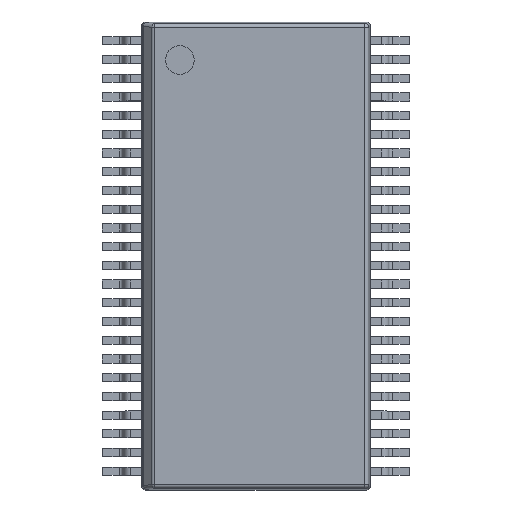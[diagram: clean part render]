
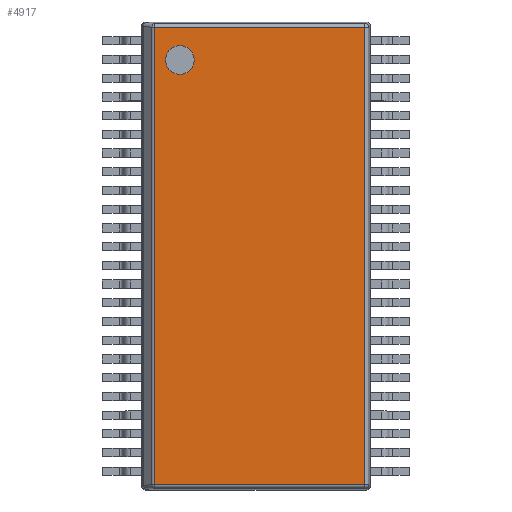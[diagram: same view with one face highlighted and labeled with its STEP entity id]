
A CAD part, top view. The second image highlights one B-rep face of the part: STEP entity #4917.
In plain terms, the highlighted planar face has unit normal (0, 0, 1).
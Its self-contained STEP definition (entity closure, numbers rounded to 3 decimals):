
#4072 = CYLINDRICAL_SURFACE('',#4073,0.1);
#4073 = AXIS2_PLACEMENT_3D('',#4074,#4075,#4076);
#4074 = CARTESIAN_POINT('',(0.3,12.357,1.1));
#4075 = DIRECTION('',(1.,0.,0.));
#4076 = DIRECTION('',(-0.,0.995,0.105));
#4273 = CYLINDRICAL_SURFACE('',#4274,0.1);
#4274 = AXIS2_PLACEMENT_3D('',#4275,#4276,#4277);
#4275 = CARTESIAN_POINT('',(0.3,0.143,1.1));
#4276 = DIRECTION('',(1.,-0.,0.));
#4277 = DIRECTION('',(-0.,-0.995,0.105));
#4374 = CYLINDRICAL_SURFACE('',#4375,0.1);
#4375 = AXIS2_PLACEMENT_3D('',#4376,#4377,#4378);
#4376 = CARTESIAN_POINT('',(0.341,0.053,1.1));
#4377 = DIRECTION('',(0.,1.,0.));
#4378 = DIRECTION('',(-0.707,0.,0.707));
#4535 = VERTEX_POINT('',#4536);
#4536 = CARTESIAN_POINT('',(0.341,12.357,1.2));
#4569 = EDGE_CURVE('',#4535,#4570,#4572,.T.);
#4570 = VERTEX_POINT('',#4571);
#4571 = CARTESIAN_POINT('',(5.957,12.357,1.2));
#4572 = SURFACE_CURVE('',#4573,(#4577,#4584),.PCURVE_S1.);
#4573 = LINE('',#4574,#4575);
#4574 = CARTESIAN_POINT('',(0.3,12.357,1.2));
#4575 = VECTOR('',#4576,1.);
#4576 = DIRECTION('',(1.,0.,0.));
#4577 = PCURVE('',#4072,#4578);
#4578 = DEFINITIONAL_REPRESENTATION('',(#4579),#4583);
#4579 = LINE('',#4580,#4581);
#4580 = CARTESIAN_POINT('',(1.466,0.));
#4581 = VECTOR('',#4582,1.);
#4582 = DIRECTION('',(0.,1.));
#4583 = ( GEOMETRIC_REPRESENTATION_CONTEXT(2) 
PARAMETRIC_REPRESENTATION_CONTEXT() REPRESENTATION_CONTEXT('2D SPACE',''
  ) );
#4584 = PCURVE('',#4585,#4590);
#4585 = PLANE('',#4586);
#4586 = AXIS2_PLACEMENT_3D('',#4587,#4588,#4589);
#4587 = CARTESIAN_POINT('',(0.,0.,1.2));
#4588 = DIRECTION('',(0.,0.,1.));
#4589 = DIRECTION('',(1.,0.,-0.));
#4590 = DEFINITIONAL_REPRESENTATION('',(#4591),#4595);
#4591 = LINE('',#4592,#4593);
#4592 = CARTESIAN_POINT('',(0.3,12.357));
#4593 = VECTOR('',#4594,1.);
#4594 = DIRECTION('',(1.,0.));
#4595 = ( GEOMETRIC_REPRESENTATION_CONTEXT(2) 
PARAMETRIC_REPRESENTATION_CONTEXT() REPRESENTATION_CONTEXT('2D SPACE',''
  ) );
#4713 = VERTEX_POINT('',#4714);
#4714 = CARTESIAN_POINT('',(0.341,0.143,1.2));
#4747 = EDGE_CURVE('',#4713,#4748,#4750,.T.);
#4748 = VERTEX_POINT('',#4749);
#4749 = CARTESIAN_POINT('',(5.957,0.143,1.2));
#4750 = SURFACE_CURVE('',#4751,(#4755,#4762),.PCURVE_S1.);
#4751 = LINE('',#4752,#4753);
#4752 = CARTESIAN_POINT('',(0.3,0.143,1.2));
#4753 = VECTOR('',#4754,1.);
#4754 = DIRECTION('',(1.,-0.,0.));
#4755 = PCURVE('',#4273,#4756);
#4756 = DEFINITIONAL_REPRESENTATION('',(#4757),#4761);
#4757 = LINE('',#4758,#4759);
#4758 = CARTESIAN_POINT('',(-1.466,0.));
#4759 = VECTOR('',#4760,1.);
#4760 = DIRECTION('',(-0.,1.));
#4761 = ( GEOMETRIC_REPRESENTATION_CONTEXT(2) 
PARAMETRIC_REPRESENTATION_CONTEXT() REPRESENTATION_CONTEXT('2D SPACE',''
  ) );
#4762 = PCURVE('',#4585,#4763);
#4763 = DEFINITIONAL_REPRESENTATION('',(#4764),#4768);
#4764 = LINE('',#4765,#4766);
#4765 = CARTESIAN_POINT('',(0.3,0.143));
#4766 = VECTOR('',#4767,1.);
#4767 = DIRECTION('',(1.,0.));
#4768 = ( GEOMETRIC_REPRESENTATION_CONTEXT(2) 
PARAMETRIC_REPRESENTATION_CONTEXT() REPRESENTATION_CONTEXT('2D SPACE',''
  ) );
#4813 = EDGE_CURVE('',#4713,#4535,#4814,.T.);
#4814 = SURFACE_CURVE('',#4815,(#4819,#4826),.PCURVE_S1.);
#4815 = LINE('',#4816,#4817);
#4816 = CARTESIAN_POINT('',(0.341,0.053,1.2));
#4817 = VECTOR('',#4818,1.);
#4818 = DIRECTION('',(0.,1.,0.));
#4819 = PCURVE('',#4374,#4820);
#4820 = DEFINITIONAL_REPRESENTATION('',(#4821),#4825);
#4821 = LINE('',#4822,#4823);
#4822 = CARTESIAN_POINT('',(0.785,0.));
#4823 = VECTOR('',#4824,1.);
#4824 = DIRECTION('',(0.,1.));
#4825 = ( GEOMETRIC_REPRESENTATION_CONTEXT(2) 
PARAMETRIC_REPRESENTATION_CONTEXT() REPRESENTATION_CONTEXT('2D SPACE',''
  ) );
#4826 = PCURVE('',#4585,#4827);
#4827 = DEFINITIONAL_REPRESENTATION('',(#4828),#4832);
#4828 = LINE('',#4829,#4830);
#4829 = CARTESIAN_POINT('',(0.341,0.053));
#4830 = VECTOR('',#4831,1.);
#4831 = DIRECTION('',(0.,1.));
#4832 = ( GEOMETRIC_REPRESENTATION_CONTEXT(2) 
PARAMETRIC_REPRESENTATION_CONTEXT() REPRESENTATION_CONTEXT('2D SPACE',''
  ) );
#4874 = CYLINDRICAL_SURFACE('',#4875,0.1);
#4875 = AXIS2_PLACEMENT_3D('',#4876,#4877,#4878);
#4876 = CARTESIAN_POINT('',(5.957,0.053,1.1));
#4877 = DIRECTION('',(0.,1.,-0.));
#4878 = DIRECTION('',(0.995,0.,0.105));
#4917 = ADVANCED_FACE('',(#4918,#4944),#4585,.T.);
#4918 = FACE_BOUND('',#4919,.T.);
#4919 = EDGE_LOOP('',(#4920,#4921,#4922,#4923));
#4920 = ORIENTED_EDGE('',*,*,#4569,.F.);
#4921 = ORIENTED_EDGE('',*,*,#4813,.F.);
#4922 = ORIENTED_EDGE('',*,*,#4747,.T.);
#4923 = ORIENTED_EDGE('',*,*,#4924,.T.);
#4924 = EDGE_CURVE('',#4748,#4570,#4925,.T.);
#4925 = SURFACE_CURVE('',#4926,(#4930,#4937),.PCURVE_S1.);
#4926 = LINE('',#4927,#4928);
#4927 = CARTESIAN_POINT('',(5.957,0.053,1.2));
#4928 = VECTOR('',#4929,1.);
#4929 = DIRECTION('',(0.,1.,-0.));
#4930 = PCURVE('',#4585,#4931);
#4931 = DEFINITIONAL_REPRESENTATION('',(#4932),#4936);
#4932 = LINE('',#4933,#4934);
#4933 = CARTESIAN_POINT('',(5.957,0.053));
#4934 = VECTOR('',#4935,1.);
#4935 = DIRECTION('',(0.,1.));
#4936 = ( GEOMETRIC_REPRESENTATION_CONTEXT(2) 
PARAMETRIC_REPRESENTATION_CONTEXT() REPRESENTATION_CONTEXT('2D SPACE',''
  ) );
#4937 = PCURVE('',#4874,#4938);
#4938 = DEFINITIONAL_REPRESENTATION('',(#4939),#4943);
#4939 = LINE('',#4940,#4941);
#4940 = CARTESIAN_POINT('',(-1.466,0.));
#4941 = VECTOR('',#4942,1.);
#4942 = DIRECTION('',(-0.,1.));
#4943 = ( GEOMETRIC_REPRESENTATION_CONTEXT(2) 
PARAMETRIC_REPRESENTATION_CONTEXT() REPRESENTATION_CONTEXT('2D SPACE',''
  ) );
#4944 = FACE_BOUND('',#4945,.T.);
#4945 = EDGE_LOOP('',(#4946));
#4946 = ORIENTED_EDGE('',*,*,#4947,.F.);
#4947 = EDGE_CURVE('',#4948,#4948,#4950,.T.);
#4948 = VERTEX_POINT('',#4949);
#4949 = CARTESIAN_POINT('',(1.398,11.483,1.2));
#4950 = SURFACE_CURVE('',#4951,(#4956,#4963),.PCURVE_S1.);
#4951 = CIRCLE('',#4952,0.381);
#4952 = AXIS2_PLACEMENT_3D('',#4953,#4954,#4955);
#4953 = CARTESIAN_POINT('',(1.017,11.483,1.2));
#4954 = DIRECTION('',(0.,0.,1.));
#4955 = DIRECTION('',(1.,0.,-0.));
#4956 = PCURVE('',#4585,#4957);
#4957 = DEFINITIONAL_REPRESENTATION('',(#4958),#4962);
#4958 = CIRCLE('',#4959,0.381);
#4959 = AXIS2_PLACEMENT_2D('',#4960,#4961);
#4960 = CARTESIAN_POINT('',(1.017,11.483));
#4961 = DIRECTION('',(1.,0.));
#4962 = ( GEOMETRIC_REPRESENTATION_CONTEXT(2) 
PARAMETRIC_REPRESENTATION_CONTEXT() REPRESENTATION_CONTEXT('2D SPACE',''
  ) );
#4963 = PCURVE('',#4964,#4969);
#4964 = CYLINDRICAL_SURFACE('',#4965,0.381);
#4965 = AXIS2_PLACEMENT_3D('',#4966,#4967,#4968);
#4966 = CARTESIAN_POINT('',(1.017,11.483,1.1));
#4967 = DIRECTION('',(0.,0.,1.));
#4968 = DIRECTION('',(1.,0.,-0.));
#4969 = DEFINITIONAL_REPRESENTATION('',(#4970),#4974);
#4970 = LINE('',#4971,#4972);
#4971 = CARTESIAN_POINT('',(0.,0.1));
#4972 = VECTOR('',#4973,1.);
#4973 = DIRECTION('',(1.,0.));
#4974 = ( GEOMETRIC_REPRESENTATION_CONTEXT(2) 
PARAMETRIC_REPRESENTATION_CONTEXT() REPRESENTATION_CONTEXT('2D SPACE',''
  ) );
